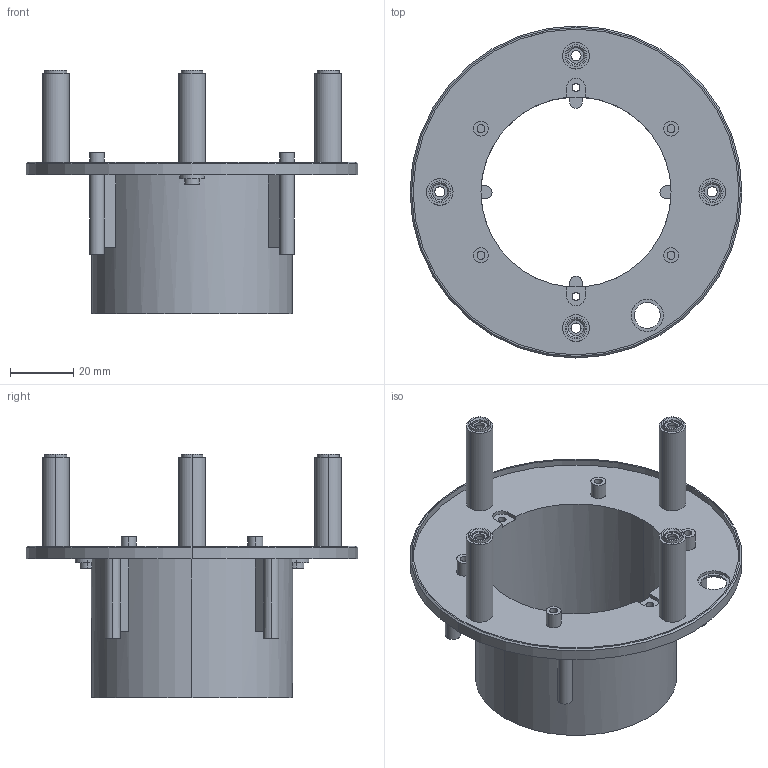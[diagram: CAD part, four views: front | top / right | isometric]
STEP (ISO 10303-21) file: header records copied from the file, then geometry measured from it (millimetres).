
FILE_DESCRIPTION (( 'STEP AP214' ), '1' );
FILE_NAME ('Cover_middle.STEP', '2019-03-18T15:47:25', ( '' ), ( '' ), 'SwSTEP 2.0', 'SolidWorks 2017', '' );
FILE_SCHEMA (( 'AUTOMOTIVE_DESIGN' ));
Length unit declared in the file: millimetre
Products named in the file (1): Cover_middle
Bounding box: 104.8 x 104.8 x 76.8 mm (x, y, z)
Volume: 32217.5 mm3; surface area: 40262.7 mm2
Topology: 1 solids, 1 shells, 208 faces, 508 edges, 334 vertices
Faces by surface type: cylinder 113, plane 83, cone 12
Entity records: 6342 total; most frequent: DIRECTION 1194, CARTESIAN_POINT 1111, ORIENTED_EDGE 1016, EDGE_CURVE 508, AXIS2_PLACEMENT_3D 485, VERTEX_POINT 334, CIRCLE 276, EDGE_LOOP 256
